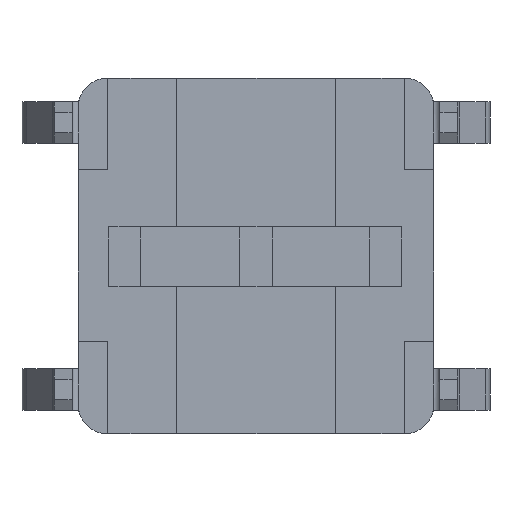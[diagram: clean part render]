
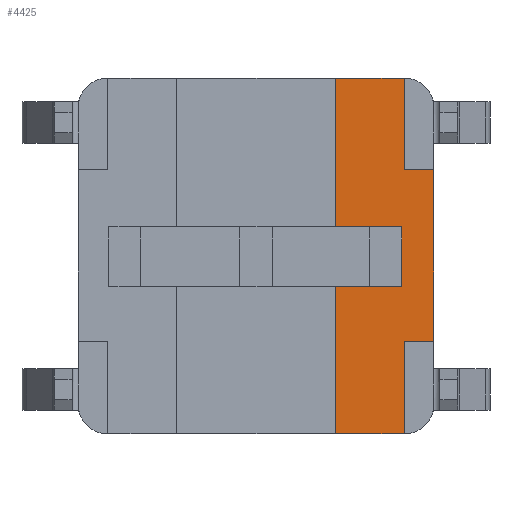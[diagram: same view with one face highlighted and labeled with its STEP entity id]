
A CAD part, front view. The second image highlights one B-rep face of the part: STEP entity #4425.
In plain terms, the highlighted face is planar.
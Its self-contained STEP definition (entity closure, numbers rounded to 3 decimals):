
#320 = ORIENTED_EDGE ( 'NONE', *, *, #7345, .F. ) ;
#329 = VECTOR ( 'NONE', #6269, 1000. ) ;
#335 = DIRECTION ( 'NONE',  ( 0., 1., 0. ) ) ;
#412 = CARTESIAN_POINT ( 'NONE',  ( 1.34, -3., -1.79 ) ) ;
#427 = VERTEX_POINT ( 'NONE', #6036 ) ;
#451 = DIRECTION ( 'NONE',  ( -1., 0., 0. ) ) ;
#520 = EDGE_CURVE ( 'NONE', #7437, #2022, #6713, .T. ) ;
#745 = CARTESIAN_POINT ( 'NONE',  ( 1.34, -0.49, -1.79 ) ) ;
#795 = LINE ( 'NONE', #2574, #2362 ) ;
#819 = LINE ( 'NONE', #2076, #4503 ) ;
#1172 = VERTEX_POINT ( 'NONE', #6464 ) ;
#1250 = VECTOR ( 'NONE', #4927, 1000. ) ;
#1313 = DIRECTION ( 'NONE',  ( 0., 1., 0. ) ) ;
#1327 = ORIENTED_EDGE ( 'NONE', *, *, #520, .F. ) ;
#1404 = ORIENTED_EDGE ( 'NONE', *, *, #2860, .T. ) ;
#1420 = LINE ( 'NONE', #6109, #1250 ) ;
#1623 = LINE ( 'NONE', #4371, #329 ) ;
#1684 = VECTOR ( 'NONE', #451, 1000. ) ;
#1698 = EDGE_LOOP ( 'NONE', ( #4738, #3231, #1327, #3062, #320, #7328, #3102, #6634, #3198, #2007, #4168, #1404 ) ) ;
#1743 = VECTOR ( 'NONE', #5920, 1000. ) ;
#1871 = VERTEX_POINT ( 'NONE', #6865 ) ;
#1886 = LINE ( 'NONE', #4856, #7402 ) ;
#1997 = CARTESIAN_POINT ( 'NONE',  ( 2.46, 0.51, -1.79 ) ) ;
#2007 = ORIENTED_EDGE ( 'NONE', *, *, #5776, .F. ) ;
#2022 = VERTEX_POINT ( 'NONE', #2304 ) ;
#2028 = CARTESIAN_POINT ( 'NONE',  ( 2.5, 3., -1.79 ) ) ;
#2045 = CARTESIAN_POINT ( 'NONE',  ( 2.46, 0.51, -1.79 ) ) ;
#2076 = CARTESIAN_POINT ( 'NONE',  ( 2.46, -0.49, -1.79 ) ) ;
#2128 = CARTESIAN_POINT ( 'NONE',  ( 1.257, -3.3, -1.79 ) ) ;
#2304 = CARTESIAN_POINT ( 'NONE',  ( 1.34, 3., -1.79 ) ) ;
#2362 = VECTOR ( 'NONE', #5425, 1000. ) ;
#2398 = VECTOR ( 'NONE', #4712, 1000. ) ;
#2494 = LINE ( 'NONE', #2045, #1743 ) ;
#2514 = VERTEX_POINT ( 'NONE', #7422 ) ;
#2574 = CARTESIAN_POINT ( 'NONE',  ( 1.34, -0.49, -1.79 ) ) ;
#2693 = FACE_OUTER_BOUND ( 'NONE', #1698, .T. ) ;
#2860 = EDGE_CURVE ( 'NONE', #3876, #4573, #819, .T. ) ;
#2862 = CARTESIAN_POINT ( 'NONE',  ( 3., 1.44, -1.79 ) ) ;
#2882 = EDGE_CURVE ( 'NONE', #4378, #3842, #1420, .T. ) ;
#3062 = ORIENTED_EDGE ( 'NONE', *, *, #4095, .F. ) ;
#3102 = ORIENTED_EDGE ( 'NONE', *, *, #2882, .F. ) ;
#3198 = ORIENTED_EDGE ( 'NONE', *, *, #4263, .F. ) ;
#3210 = DIRECTION ( 'NONE',  ( 0., -1., 0. ) ) ;
#3231 = ORIENTED_EDGE ( 'NONE', *, *, #4406, .F. ) ;
#3288 = CARTESIAN_POINT ( 'NONE',  ( 2.5, 3., -1.79 ) ) ;
#3842 = VERTEX_POINT ( 'NONE', #6129 ) ;
#3876 = VERTEX_POINT ( 'NONE', #3893 ) ;
#3893 = CARTESIAN_POINT ( 'NONE',  ( 2.46, -0.49, -1.79 ) ) ;
#3919 = LINE ( 'NONE', #412, #6345 ) ;
#3956 = VECTOR ( 'NONE', #7015, 1000. ) ;
#4095 = EDGE_CURVE ( 'NONE', #4779, #7437, #1886, .T. ) ;
#4099 = EDGE_CURVE ( 'NONE', #4573, #1172, #2494, .T. ) ;
#4168 = ORIENTED_EDGE ( 'NONE', *, *, #5342, .T. ) ;
#4184 = CARTESIAN_POINT ( 'NONE',  ( 2.5, 1.44, -1.79 ) ) ;
#4218 = VECTOR ( 'NONE', #5571, 1000. ) ;
#4259 = CARTESIAN_POINT ( 'NONE',  ( 3., -1.46, -1.79 ) ) ;
#4263 = EDGE_CURVE ( 'NONE', #6143, #2514, #3919, .T. ) ;
#4281 = AXIS2_PLACEMENT_3D ( 'NONE', #2128, #4408, #6719 ) ;
#4371 = CARTESIAN_POINT ( 'NONE',  ( 1.34, 3., -1.79 ) ) ;
#4378 = VERTEX_POINT ( 'NONE', #6826 ) ;
#4406 = EDGE_CURVE ( 'NONE', #2022, #1172, #1623, .T. ) ;
#4408 = DIRECTION ( 'NONE',  ( 0., 0., 1. ) ) ;
#4425 = ADVANCED_FACE ( 'NONE', ( #2693 ), #4975, .F. ) ;
#4503 = VECTOR ( 'NONE', #335, 1000. ) ;
#4573 = VERTEX_POINT ( 'NONE', #1997 ) ;
#4712 = DIRECTION ( 'NONE',  ( 0., 1., 0. ) ) ;
#4738 = ORIENTED_EDGE ( 'NONE', *, *, #4099, .T. ) ;
#4779 = VERTEX_POINT ( 'NONE', #4184 ) ;
#4856 = CARTESIAN_POINT ( 'NONE',  ( 2.5, 1.44, -1.79 ) ) ;
#4927 = DIRECTION ( 'NONE',  ( 1., 0., 0. ) ) ;
#4933 = LINE ( 'NONE', #745, #6551 ) ;
#4975 = PLANE ( 'NONE',  #4281 ) ;
#5342 = EDGE_CURVE ( 'NONE', #427, #3876, #795, .T. ) ;
#5425 = DIRECTION ( 'NONE',  ( 1., 0., 0. ) ) ;
#5571 = DIRECTION ( 'NONE',  ( -1., 0., 0. ) ) ;
#5646 = DIRECTION ( 'NONE',  ( 1., 0., 0. ) ) ;
#5776 = EDGE_CURVE ( 'NONE', #427, #6143, #4933, .T. ) ;
#5920 = DIRECTION ( 'NONE',  ( -1., 0., 0. ) ) ;
#5965 = CARTESIAN_POINT ( 'NONE',  ( 2.5, -3., -1.79 ) ) ;
#6036 = CARTESIAN_POINT ( 'NONE',  ( 1.34, -0.49, -1.79 ) ) ;
#6109 = CARTESIAN_POINT ( 'NONE',  ( 2.5, -1.46, -1.79 ) ) ;
#6129 = CARTESIAN_POINT ( 'NONE',  ( 3., -1.46, -1.79 ) ) ;
#6143 = VERTEX_POINT ( 'NONE', #7173 ) ;
#6263 = LINE ( 'NONE', #2862, #1684 ) ;
#6269 = DIRECTION ( 'NONE',  ( 0., -1., 0. ) ) ;
#6345 = VECTOR ( 'NONE', #5646, 1000. ) ;
#6464 = CARTESIAN_POINT ( 'NONE',  ( 1.34, 0.51, -1.79 ) ) ;
#6551 = VECTOR ( 'NONE', #3210, 1000. ) ;
#6556 = EDGE_CURVE ( 'NONE', #2514, #4378, #7053, .T. ) ;
#6567 = EDGE_CURVE ( 'NONE', #3842, #1871, #7092, .T. ) ;
#6634 = ORIENTED_EDGE ( 'NONE', *, *, #6556, .F. ) ;
#6713 = LINE ( 'NONE', #3288, #4218 ) ;
#6719 = DIRECTION ( 'NONE',  ( 1., 0., 0. ) ) ;
#6826 = CARTESIAN_POINT ( 'NONE',  ( 2.5, -1.46, -1.79 ) ) ;
#6865 = CARTESIAN_POINT ( 'NONE',  ( 3., 1.44, -1.79 ) ) ;
#7015 = DIRECTION ( 'NONE',  ( 0., 1., 0. ) ) ;
#7053 = LINE ( 'NONE', #5965, #2398 ) ;
#7092 = LINE ( 'NONE', #4259, #3956 ) ;
#7173 = CARTESIAN_POINT ( 'NONE',  ( 1.34, -3., -1.79 ) ) ;
#7328 = ORIENTED_EDGE ( 'NONE', *, *, #6567, .F. ) ;
#7345 = EDGE_CURVE ( 'NONE', #1871, #4779, #6263, .T. ) ;
#7402 = VECTOR ( 'NONE', #1313, 1000. ) ;
#7422 = CARTESIAN_POINT ( 'NONE',  ( 2.5, -3., -1.79 ) ) ;
#7437 = VERTEX_POINT ( 'NONE', #2028 ) ;
